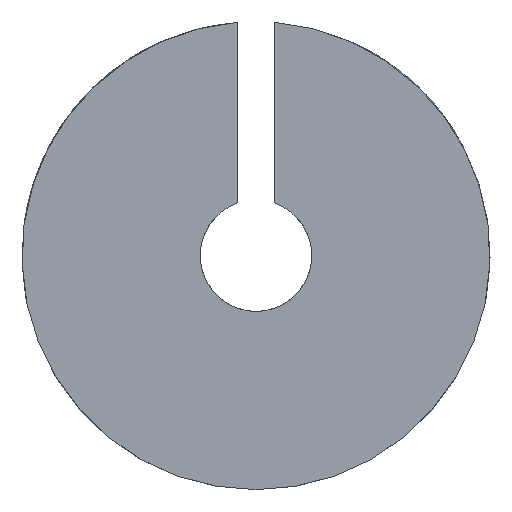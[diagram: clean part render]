
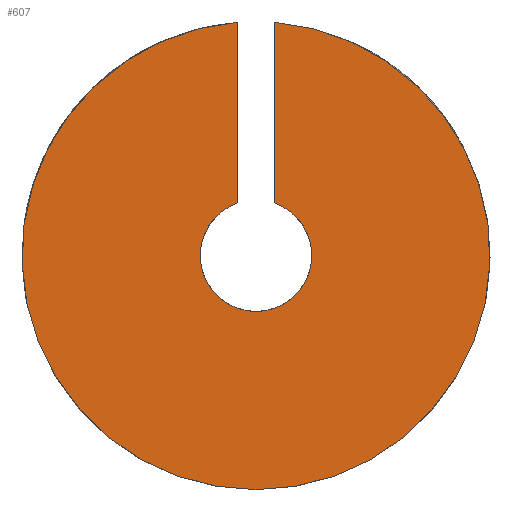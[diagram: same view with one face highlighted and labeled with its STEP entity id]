
A CAD part, front view. The second image highlights one B-rep face of the part: STEP entity #607.
In plain terms, the highlighted planar face has unit normal (0, -1, 0).
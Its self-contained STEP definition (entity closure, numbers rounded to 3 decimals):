
#55=PLANE('',#688);
#85=FACE_OUTER_BOUND('',#125,.T.);
#125=EDGE_LOOP('',(#511,#512,#513,#514));
#165=LINE('',#1226,#206);
#168=LINE('',#1232,#209);
#206=VECTOR('',#834,10.);
#209=VECTOR('',#839,10.);
#246=CIRCLE('',#689,1.55);
#247=CIRCLE('',#690,6.5);
#300=VERTEX_POINT('',#1223);
#301=VERTEX_POINT('',#1225);
#302=VERTEX_POINT('',#1229);
#303=VERTEX_POINT('',#1231);
#378=EDGE_CURVE('',#301,#300,#165,.T.);
#381=EDGE_CURVE('',#303,#302,#168,.T.);
#385=EDGE_CURVE('',#303,#300,#246,.T.);
#386=EDGE_CURVE('',#301,#302,#247,.T.);
#511=ORIENTED_EDGE('',*,*,#378,.T.);
#512=ORIENTED_EDGE('',*,*,#385,.F.);
#513=ORIENTED_EDGE('',*,*,#381,.T.);
#514=ORIENTED_EDGE('',*,*,#386,.F.);
#607=ADVANCED_FACE('',(#85),#55,.F.);
#688=AXIS2_PLACEMENT_3D('',#1238,#846,#847);
#689=AXIS2_PLACEMENT_3D('',#1239,#848,#849);
#690=AXIS2_PLACEMENT_3D('',#1240,#850,#851);
#834=DIRECTION('',(0.,0.,-1.));
#839=DIRECTION('',(0.,0.,1.));
#846=DIRECTION('center_axis',(0.,1.,0.));
#847=DIRECTION('ref_axis',(0.,0.,1.));
#848=DIRECTION('center_axis',(0.,-1.,0.));
#849=DIRECTION('ref_axis',(1.,0.,0.));
#850=DIRECTION('center_axis',(0.,1.,0.));
#851=DIRECTION('ref_axis',(-1.,0.,0.));
#1223=CARTESIAN_POINT('',(0.5,0.,1.467));
#1225=CARTESIAN_POINT('',(0.5,0.,6.481));
#1226=CARTESIAN_POINT('',(0.5,0.,0.465));
#1229=CARTESIAN_POINT('',(-0.5,0.,6.481));
#1231=CARTESIAN_POINT('',(-0.5,0.,1.467));
#1232=CARTESIAN_POINT('',(-0.5,0.,7.409));
#1238=CARTESIAN_POINT('Origin',(0.,0.,0.));
#1239=CARTESIAN_POINT('Origin',(0.,0.,0.));
#1240=CARTESIAN_POINT('Origin',(0.,0.,0.));
